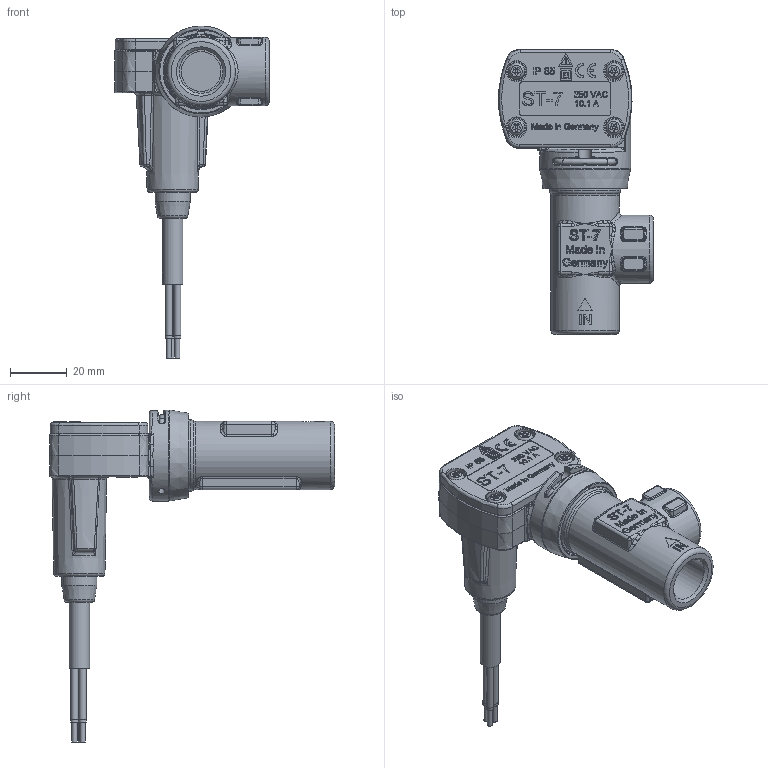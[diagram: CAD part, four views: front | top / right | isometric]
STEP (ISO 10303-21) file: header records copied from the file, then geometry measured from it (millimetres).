
FILE_DESCRIPTION(/* description */ ('Unknown'),/* implementation_level */ '2;1');
FILE_NAME(/* name */ '200007510',/* time_stamp */ '2020-09-28T13:40:56+02:00',/* author */ ('Unknown'),/* organization */ ('Unknown'),/* preprocessor_version */ 'ST-DEVELOPER v16.7',/* originating_system */ 'Solid Edge',/* authorisation */ 'Unknown');
FILE_SCHEMA (('AUTOMOTIVE_DESIGN {1 0 10303 214 3 1 1}'));
Length unit declared in the file: millimetre
Products named in the file (1): Part11
Bounding box: 54.39 x 100.19 x 116.7 mm (x, y, z)
Volume: 52723.9 mm3; surface area: 47990.7 mm2
Topology: 14 solids, 21 shells, 3030 faces, 7508 edges, 4753 vertices
Faces by surface type: plane 1521, bspline 722, cylinder 529, torus 127, cone 109, sphere 22
Full cylindrical faces by diameter (mm): 0.6 x1, 1 x10, 1.8 x3, 2 x4, 2.2 x4, 2.5 x6, 3 x6, 3.3 x4, 5.1 x4, 5.3 x4, 6.3 x4, 6.8 x1, 6.9 x4, 7.2 x1, 10 x1, 12.4 x2, 13.4 x1, 15.33 x8, 16 x1, 16.35 x1, 17.33 x1, 24 x3, 25 x4, 26.3 x2, 29.8 x1, 32 x1
Entity records: 164620 total; most frequent: CARTESIAN_POINT 88830, ORIENTED_EDGE 14283, DIRECTION 10663, EDGE_CURVE 7176, VERTEX_POINT 4708, AXIS2_PLACEMENT_3D 3942, FACE_BOUND 3592, EDGE_LOOP 3591
